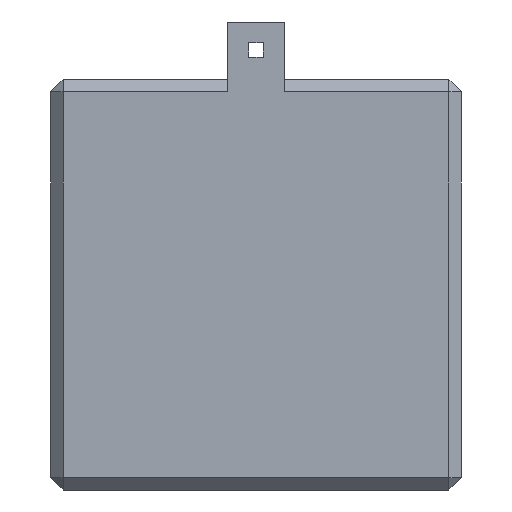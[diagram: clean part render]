
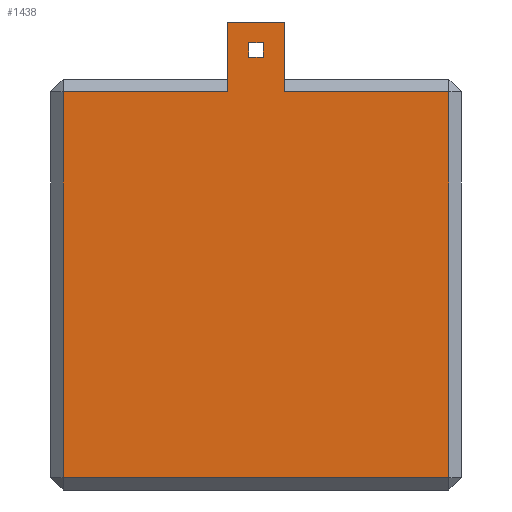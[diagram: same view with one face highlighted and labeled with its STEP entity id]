
A CAD part, left-side view. The second image highlights one B-rep face of the part: STEP entity #1438.
In plain terms, the highlighted planar face has unit normal (-1, 0, 0).
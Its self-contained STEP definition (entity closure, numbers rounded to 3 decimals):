
#8 = CARTESIAN_POINT ( 'NONE',  ( 0., 1.5, 1.5 ) ) ;
#29 = VECTOR ( 'NONE', #1405, 1000. ) ;
#122 = DIRECTION ( 'NONE',  ( 1., 0., 0. ) ) ;
#130 = CARTESIAN_POINT ( 'NONE',  ( 0., 25.9, 52.7 ) ) ;
#139 = LINE ( 'NONE', #1342, #211 ) ;
#147 = ORIENTED_EDGE ( 'NONE', *, *, #152, .T. ) ;
#152 = EDGE_CURVE ( 'NONE', #277, #601, #482, .T. ) ;
#173 = LINE ( 'NONE', #691, #860 ) ;
#211 = VECTOR ( 'NONE', #814, 1000. ) ;
#216 = CARTESIAN_POINT ( 'NONE',  ( 0., 0., 48.5 ) ) ;
#219 = ORIENTED_EDGE ( 'NONE', *, *, #1178, .F. ) ;
#237 = EDGE_CURVE ( 'NONE', #1392, #354, #1448, .T. ) ;
#248 = DIRECTION ( 'NONE',  ( 0., 1., 0. ) ) ;
#254 = FACE_BOUND ( 'NONE', #1019, .T. ) ;
#257 = LINE ( 'NONE', #1306, #909 ) ;
#262 = CARTESIAN_POINT ( 'NONE',  ( 0., 25.9, 54.5 ) ) ;
#277 = VERTEX_POINT ( 'NONE', #1046 ) ;
#295 = VERTEX_POINT ( 'NONE', #1612 ) ;
#296 = CARTESIAN_POINT ( 'NONE',  ( 0., 21.5, 40. ) ) ;
#301 = VERTEX_POINT ( 'NONE', #262 ) ;
#304 = VERTEX_POINT ( 'NONE', #8 ) ;
#315 = EDGE_CURVE ( 'NONE', #1357, #405, #139, .T. ) ;
#354 = VERTEX_POINT ( 'NONE', #1455 ) ;
#367 = ORIENTED_EDGE ( 'NONE', *, *, #315, .T. ) ;
#376 = VERTEX_POINT ( 'NONE', #837 ) ;
#393 = DIRECTION ( 'NONE',  ( 0., -1., 0. ) ) ;
#405 = VERTEX_POINT ( 'NONE', #1100 ) ;
#452 = LINE ( 'NONE', #1263, #1023 ) ;
#465 = VECTOR ( 'NONE', #248, 1000. ) ;
#479 = LINE ( 'NONE', #1515, #29 ) ;
#482 = LINE ( 'NONE', #1441, #1031 ) ;
#483 = LINE ( 'NONE', #1291, #465 ) ;
#506 = CARTESIAN_POINT ( 'NONE',  ( 0., 24.1, 54.5 ) ) ;
#512 = EDGE_CURVE ( 'NONE', #301, #1357, #842, .T. ) ;
#527 = CARTESIAN_POINT ( 'NONE',  ( 0., 0., 54.5 ) ) ;
#563 = DIRECTION ( 'NONE',  ( 0., 0., 1. ) ) ;
#598 = LINE ( 'NONE', #1171, #1214 ) ;
#601 = VERTEX_POINT ( 'NONE', #1224 ) ;
#610 = ORIENTED_EDGE ( 'NONE', *, *, #1384, .T. ) ;
#612 = EDGE_CURVE ( 'NONE', #1412, #354, #728, .T. ) ;
#660 = DIRECTION ( 'NONE',  ( 0., -1., 0. ) ) ;
#684 = ORIENTED_EDGE ( 'NONE', *, *, #1138, .T. ) ;
#691 = CARTESIAN_POINT ( 'NONE',  ( 0., 25.9, 50. ) ) ;
#728 = LINE ( 'NONE', #1260, #1058 ) ;
#763 = EDGE_CURVE ( 'NONE', #295, #1392, #483, .T. ) ;
#777 = CARTESIAN_POINT ( 'NONE',  ( 0., 0., 50. ) ) ;
#784 = PLANE ( 'NONE',  #829 ) ;
#799 = ORIENTED_EDGE ( 'NONE', *, *, #237, .T. ) ;
#814 = DIRECTION ( 'NONE',  ( 0., 0., -1. ) ) ;
#823 = DIRECTION ( 'NONE',  ( 0., 0., 1. ) ) ;
#829 = AXIS2_PLACEMENT_3D ( 'NONE', #777, #122, #1044 ) ;
#837 = CARTESIAN_POINT ( 'NONE',  ( 0., 28.5, 48.5 ) ) ;
#842 = LINE ( 'NONE', #527, #1505 ) ;
#860 = VECTOR ( 'NONE', #563, 1000. ) ;
#902 = EDGE_CURVE ( 'NONE', #304, #295, #257, .T. ) ;
#909 = VECTOR ( 'NONE', #1449, 1000. ) ;
#965 = DIRECTION ( 'NONE',  ( 0., -1., 0. ) ) ;
#1006 = EDGE_CURVE ( 'NONE', #1451, #301, #173, .T. ) ;
#1019 = EDGE_LOOP ( 'NONE', ( #1089, #1276, #367, #684 ) ) ;
#1023 = VECTOR ( 'NONE', #1526, 1000. ) ;
#1025 = DIRECTION ( 'NONE',  ( 0., 0., -1. ) ) ;
#1031 = VECTOR ( 'NONE', #1025, 1000. ) ;
#1044 = DIRECTION ( 'NONE',  ( 0., 0., -1. ) ) ;
#1046 = CARTESIAN_POINT ( 'NONE',  ( 0., 48.5, 48.5 ) ) ;
#1058 = VECTOR ( 'NONE', #965, 1000. ) ;
#1089 = ORIENTED_EDGE ( 'NONE', *, *, #1006, .T. ) ;
#1100 = CARTESIAN_POINT ( 'NONE',  ( 0., 24.1, 52.7 ) ) ;
#1110 = VECTOR ( 'NONE', #823, 1000. ) ;
#1138 = EDGE_CURVE ( 'NONE', #405, #1451, #452, .T. ) ;
#1163 = FACE_OUTER_BOUND ( 'NONE', #1647, .T. ) ;
#1171 = CARTESIAN_POINT ( 'NONE',  ( 0., 0., 1.5 ) ) ;
#1178 = EDGE_CURVE ( 'NONE', #376, #1412, #479, .T. ) ;
#1184 = CARTESIAN_POINT ( 'NONE',  ( 0., 28.5, 57. ) ) ;
#1214 = VECTOR ( 'NONE', #393, 1000. ) ;
#1220 = ORIENTED_EDGE ( 'NONE', *, *, #902, .T. ) ;
#1223 = ORIENTED_EDGE ( 'NONE', *, *, #1458, .T. ) ;
#1224 = CARTESIAN_POINT ( 'NONE',  ( 0., 48.5, 1.5 ) ) ;
#1260 = CARTESIAN_POINT ( 'NONE',  ( 0., 28.5, 57. ) ) ;
#1263 = CARTESIAN_POINT ( 'NONE',  ( 0., 0., 52.7 ) ) ;
#1276 = ORIENTED_EDGE ( 'NONE', *, *, #512, .T. ) ;
#1291 = CARTESIAN_POINT ( 'NONE',  ( 0., 0., 48.5 ) ) ;
#1297 = LINE ( 'NONE', #216, #1545 ) ;
#1303 = CARTESIAN_POINT ( 'NONE',  ( 0., 21.5, 48.5 ) ) ;
#1306 = CARTESIAN_POINT ( 'NONE',  ( 0., 1.5, 50. ) ) ;
#1342 = CARTESIAN_POINT ( 'NONE',  ( 0., 24.1, 50. ) ) ;
#1349 = ORIENTED_EDGE ( 'NONE', *, *, #763, .T. ) ;
#1357 = VERTEX_POINT ( 'NONE', #506 ) ;
#1384 = EDGE_CURVE ( 'NONE', #601, #304, #598, .T. ) ;
#1392 = VERTEX_POINT ( 'NONE', #1303 ) ;
#1405 = DIRECTION ( 'NONE',  ( 0., 0., 1. ) ) ;
#1412 = VERTEX_POINT ( 'NONE', #1184 ) ;
#1438 = ADVANCED_FACE ( 'NONE', ( #254, #1163 ), #784, .F. ) ;
#1441 = CARTESIAN_POINT ( 'NONE',  ( 0., 48.5, 50. ) ) ;
#1448 = LINE ( 'NONE', #296, #1110 ) ;
#1449 = DIRECTION ( 'NONE',  ( 0., 0., 1. ) ) ;
#1451 = VERTEX_POINT ( 'NONE', #130 ) ;
#1455 = CARTESIAN_POINT ( 'NONE',  ( 0., 21.5, 57. ) ) ;
#1458 = EDGE_CURVE ( 'NONE', #376, #277, #1297, .T. ) ;
#1505 = VECTOR ( 'NONE', #660, 1000. ) ;
#1515 = CARTESIAN_POINT ( 'NONE',  ( 0., 28.5, 40. ) ) ;
#1526 = DIRECTION ( 'NONE',  ( 0., 1., 0. ) ) ;
#1545 = VECTOR ( 'NONE', #1693, 1000. ) ;
#1611 = ORIENTED_EDGE ( 'NONE', *, *, #612, .F. ) ;
#1612 = CARTESIAN_POINT ( 'NONE',  ( 0., 1.5, 48.5 ) ) ;
#1647 = EDGE_LOOP ( 'NONE', ( #219, #1223, #147, #610, #1220, #1349, #799, #1611 ) ) ;
#1693 = DIRECTION ( 'NONE',  ( 0., 1., 0. ) ) ;
